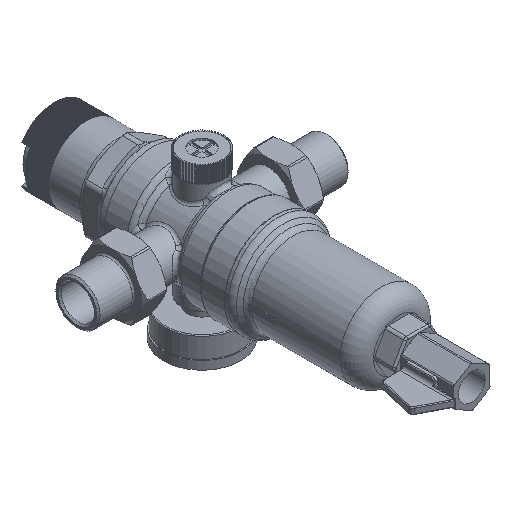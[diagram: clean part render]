
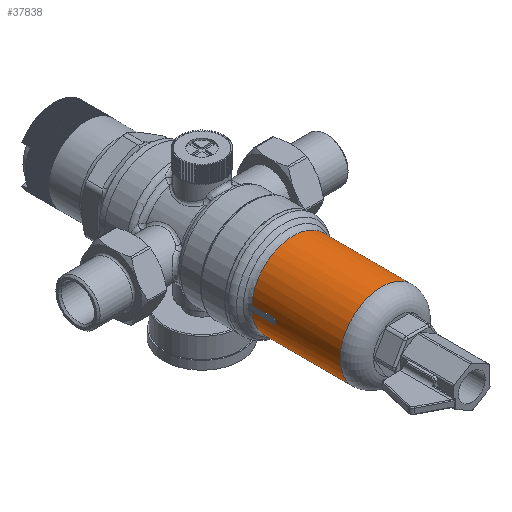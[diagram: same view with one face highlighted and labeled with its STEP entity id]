
A CAD part, isometric view. The second image highlights one B-rep face of the part: STEP entity #37838.
In plain terms, the highlighted cylindrical face has radius 25 mm (diameter 50 mm), a full revolution.
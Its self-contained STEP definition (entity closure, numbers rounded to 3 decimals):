
#2885=FACE_OUTER_BOUND('',#5137,.T.);
#5137=EDGE_LOOP('',(#25798,#25799,#25800,#25801,#25802,#25803,#25804,#25805,
#25806,#25807,#25808,#25809,#25810,#25811));
#7532=LINE('',#56369,#11460);
#7535=LINE('',#56378,#11463);
#7536=LINE('',#56381,#11464);
#7537=LINE('',#56384,#11465);
#7538=LINE('',#56386,#11466);
#11460=VECTOR('',#43910,10.);
#11463=VECTOR('',#43917,25.);
#11464=VECTOR('',#43920,10.);
#11465=VECTOR('',#43923,10.);
#11466=VECTOR('',#43924,10.);
#15189=CIRCLE('',#40204,25.);
#15190=CIRCLE('',#40205,25.);
#15194=CIRCLE('',#40209,25.);
#15195=CIRCLE('',#40212,25.);
#15196=CIRCLE('',#40213,25.);
#15197=CIRCLE('',#40214,25.);
#15198=CIRCLE('',#40215,25.);
#15199=CIRCLE('',#40216,25.);
#16520=VERTEX_POINT('',#56306);
#16522=VERTEX_POINT('',#56316);
#16525=VERTEX_POINT('',#56334);
#16526=VERTEX_POINT('',#56343);
#16529=VERTEX_POINT('',#56350);
#16531=VERTEX_POINT('',#56368);
#16533=VERTEX_POINT('',#56374);
#16534=VERTEX_POINT('',#56375);
#16535=VERTEX_POINT('',#56377);
#16536=VERTEX_POINT('',#56380);
#16537=VERTEX_POINT('',#56382);
#16538=VERTEX_POINT('',#56385);
#19954=EDGE_CURVE('',#16520,#16522,#15189,.T.);
#19958=EDGE_CURVE('',#16525,#16526,#15190,.T.);
#19962=EDGE_CURVE('',#16526,#16529,#15194,.T.);
#19965=EDGE_CURVE('',#16531,#16529,#7532,.T.);
#19968=EDGE_CURVE('',#16533,#16534,#15195,.T.);
#19969=EDGE_CURVE('',#16533,#16535,#7535,.T.);
#19970=EDGE_CURVE('',#16535,#16531,#15196,.T.);
#19971=EDGE_CURVE('',#16525,#16536,#7536,.T.);
#19972=EDGE_CURVE('',#16536,#16537,#15197,.T.);
#19973=EDGE_CURVE('',#16537,#16522,#7537,.T.);
#19974=EDGE_CURVE('',#16520,#16538,#7538,.T.);
#19975=EDGE_CURVE('',#16538,#16535,#15198,.T.);
#19976=EDGE_CURVE('',#16534,#16533,#15199,.T.);
#25798=ORIENTED_EDGE('',*,*,#19968,.F.);
#25799=ORIENTED_EDGE('',*,*,#19969,.T.);
#25800=ORIENTED_EDGE('',*,*,#19970,.T.);
#25801=ORIENTED_EDGE('',*,*,#19965,.T.);
#25802=ORIENTED_EDGE('',*,*,#19962,.F.);
#25803=ORIENTED_EDGE('',*,*,#19958,.F.);
#25804=ORIENTED_EDGE('',*,*,#19971,.T.);
#25805=ORIENTED_EDGE('',*,*,#19972,.T.);
#25806=ORIENTED_EDGE('',*,*,#19973,.T.);
#25807=ORIENTED_EDGE('',*,*,#19954,.F.);
#25808=ORIENTED_EDGE('',*,*,#19974,.T.);
#25809=ORIENTED_EDGE('',*,*,#19975,.T.);
#25810=ORIENTED_EDGE('',*,*,#19969,.F.);
#25811=ORIENTED_EDGE('',*,*,#19976,.F.);
#35374=CYLINDRICAL_SURFACE('',#40211,25.);
#37838=ADVANCED_FACE('',(#2885),#35374,.T.);
#40204=AXIS2_PLACEMENT_3D('',#56317,#43896,#43897);
#40205=AXIS2_PLACEMENT_3D('',#56344,#43898,#43899);
#40209=AXIS2_PLACEMENT_3D('',#56351,#43906,#43907);
#40211=AXIS2_PLACEMENT_3D('',#56373,#43913,#43914);
#40212=AXIS2_PLACEMENT_3D('',#56376,#43915,#43916);
#40213=AXIS2_PLACEMENT_3D('',#56379,#43918,#43919);
#40214=AXIS2_PLACEMENT_3D('',#56383,#43921,#43922);
#40215=AXIS2_PLACEMENT_3D('',#56387,#43925,#43926);
#40216=AXIS2_PLACEMENT_3D('',#56388,#43927,#43928);
#43896=DIRECTION('center_axis',(0.,1.,0.));
#43897=DIRECTION('ref_axis',(0.,0.,-1.));
#43898=DIRECTION('center_axis',(0.,1.,0.));
#43899=DIRECTION('ref_axis',(0.,0.,-1.));
#43906=DIRECTION('center_axis',(0.,1.,0.));
#43907=DIRECTION('ref_axis',(0.,0.,-1.));
#43910=DIRECTION('',(0.,1.,0.));
#43913=DIRECTION('center_axis',(0.,-1.,0.));
#43914=DIRECTION('ref_axis',(1.,0.,0.));
#43915=DIRECTION('center_axis',(0.,-1.,0.));
#43916=DIRECTION('ref_axis',(-1.,0.,0.));
#43917=DIRECTION('',(0.,1.,0.));
#43918=DIRECTION('center_axis',(0.,-1.,0.));
#43919=DIRECTION('ref_axis',(1.,0.,0.));
#43920=DIRECTION('',(0.,-1.,0.));
#43921=DIRECTION('center_axis',(0.,-1.,0.));
#43922=DIRECTION('ref_axis',(1.,0.,0.));
#43923=DIRECTION('',(0.,1.,0.));
#43924=DIRECTION('',(0.,-1.,0.));
#43925=DIRECTION('center_axis',(0.,-1.,0.));
#43926=DIRECTION('ref_axis',(1.,0.,0.));
#43927=DIRECTION('center_axis',(0.,-1.,0.));
#43928=DIRECTION('ref_axis',(-1.,0.,0.));
#56306=CARTESIAN_POINT('',(-24.955,-54.771,1.5));
#56316=CARTESIAN_POINT('',(24.955,-54.771,1.5));
#56317=CARTESIAN_POINT('Origin',(0.,-54.771,0.));
#56334=CARTESIAN_POINT('',(24.955,-54.771,-1.5));
#56343=CARTESIAN_POINT('',(0.,-54.771,-25.));
#56344=CARTESIAN_POINT('Origin',(0.,-54.771,0.));
#56350=CARTESIAN_POINT('',(-24.955,-54.771,-1.5));
#56351=CARTESIAN_POINT('Origin',(0.,-54.771,0.));
#56368=CARTESIAN_POINT('',(-24.955,-68.75,-1.5));
#56369=CARTESIAN_POINT('',(-24.955,-47.7,-1.5));
#56373=CARTESIAN_POINT('Origin',(0.,-47.7,0.));
#56374=CARTESIAN_POINT('',(-25.,-107.7,0.));
#56375=CARTESIAN_POINT('',(0.,-107.7,25.));
#56376=CARTESIAN_POINT('Origin',(0.,-107.7,0.));
#56377=CARTESIAN_POINT('',(-25.,-68.75,0.));
#56378=CARTESIAN_POINT('',(-25.,-47.7,0.));
#56379=CARTESIAN_POINT('Origin',(0.,-68.75,0.));
#56380=CARTESIAN_POINT('',(24.955,-68.75,-1.5));
#56381=CARTESIAN_POINT('',(24.955,-47.7,-1.5));
#56382=CARTESIAN_POINT('',(24.955,-68.75,1.5));
#56383=CARTESIAN_POINT('Origin',(0.,-68.75,0.));
#56384=CARTESIAN_POINT('',(24.955,-47.7,1.5));
#56385=CARTESIAN_POINT('',(-24.955,-68.75,1.5));
#56386=CARTESIAN_POINT('',(-24.955,-47.7,1.5));
#56387=CARTESIAN_POINT('Origin',(0.,-68.75,0.));
#56388=CARTESIAN_POINT('Origin',(0.,-107.7,0.));
